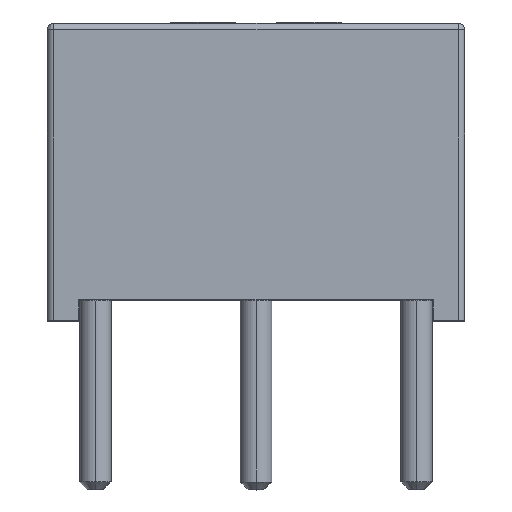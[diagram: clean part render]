
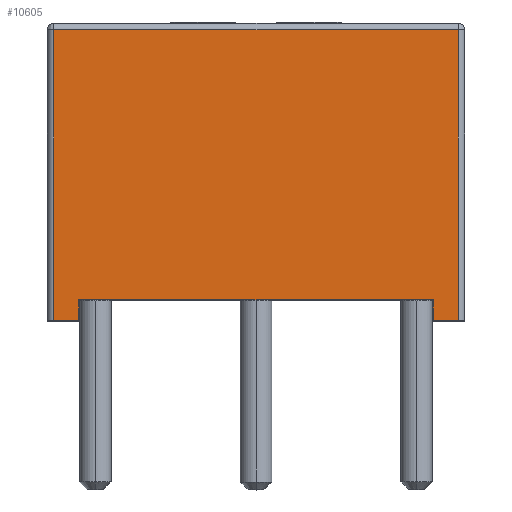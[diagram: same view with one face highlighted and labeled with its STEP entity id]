
A CAD part, top view. The second image highlights one B-rep face of the part: STEP entity #10605.
In plain terms, the highlighted planar face has unit normal (0, 0, 1).
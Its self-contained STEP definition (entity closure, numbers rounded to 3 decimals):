
#2724 = CARTESIAN_POINT ( 'NONE',  ( 2.8, 0., 3.3 ) ) ;
#2779 = CARTESIAN_POINT ( 'NONE',  ( -2.8, 0., 3.3 ) ) ;
#2780 = DIRECTION ( 'NONE',  ( 1., 0., 0. ) ) ;
#2781 = VECTOR ( 'NONE', #2780, 1000. ) ;
#2782 = CARTESIAN_POINT ( 'NONE',  ( -3.3, 0., 3.3 ) ) ;
#2783 = LINE ( 'NONE', #2782, #2781 ) ;
#2867 = DIRECTION ( 'NONE',  ( 0., -1., 0. ) ) ;
#2868 = CARTESIAN_POINT ( 'NONE',  ( -2.8, 4.37, 3.3 ) ) ;
#2869 = LINE ( 'NONE', #2868, #2923 ) ;
#2870 = CARTESIAN_POINT ( 'NONE',  ( -2.8, -0.33, 3.3 ) ) ;
#2871 = DIRECTION ( 'NONE',  ( -1., 0., 0. ) ) ;
#2872 = VECTOR ( 'NONE', #2871, 1000. ) ;
#2873 = CARTESIAN_POINT ( 'NONE',  ( -3.3, -0.33, 3.3 ) ) ;
#2874 = LINE ( 'NONE', #2873, #2872 ) ;
#2923 = VECTOR ( 'NONE', #2867, 1000. ) ;
#2997 = CARTESIAN_POINT ( 'NONE',  ( -3.2, -0.33, 3.3 ) ) ;
#2998 = DIRECTION ( 'NONE',  ( 0., 1., 0. ) ) ;
#2999 = VECTOR ( 'NONE', #2998, 1000. ) ;
#3000 = CARTESIAN_POINT ( 'NONE',  ( -3.2, 4.37, 3.3 ) ) ;
#3001 = LINE ( 'NONE', #3000, #2999 ) ;
#3030 = DIRECTION ( 'NONE',  ( 0., -1., 0. ) ) ;
#3031 = VECTOR ( 'NONE', #3030, 1000. ) ;
#3032 = CARTESIAN_POINT ( 'NONE',  ( 3.2, 4.37, 3.3 ) ) ;
#3033 = LINE ( 'NONE', #3032, #3031 ) ;
#3035 = CARTESIAN_POINT ( 'NONE',  ( 3.2, -0.33, 3.3 ) ) ;
#3065 = AXIS2_PLACEMENT_3D ( 'NONE', #3122, #3121, #3120 ) ;
#3066 = PLANE ( 'NONE',  #3065 ) ;
#3081 = FACE_OUTER_BOUND ( 'NONE', #10606, .T. ) ;
#3082 = DIRECTION ( 'NONE',  ( 0., -1., 0. ) ) ;
#3083 = VECTOR ( 'NONE', #3082, 1000. ) ;
#3084 = CARTESIAN_POINT ( 'NONE',  ( 2.8, -0.33, 3.3 ) ) ;
#3085 = LINE ( 'NONE', #3084, #3083 ) ;
#3087 = CARTESIAN_POINT ( 'NONE',  ( 2.8, -0.33, 3.3 ) ) ;
#3110 = DIRECTION ( 'NONE',  ( -1., 0., 0. ) ) ;
#3111 = VECTOR ( 'NONE', #3110, 1000. ) ;
#3112 = CARTESIAN_POINT ( 'NONE',  ( -3.3, -0.33, 3.3 ) ) ;
#3113 = LINE ( 'NONE', #3112, #3111 ) ;
#3115 = CARTESIAN_POINT ( 'NONE',  ( -3.2, 4.27, 3.3 ) ) ;
#3116 = DIRECTION ( 'NONE',  ( 1., 0., 0. ) ) ;
#3117 = VECTOR ( 'NONE', #3116, 1000. ) ;
#3118 = CARTESIAN_POINT ( 'NONE',  ( -3.3, 4.27, 3.3 ) ) ;
#3119 = LINE ( 'NONE', #3118, #3117 ) ;
#3120 = DIRECTION ( 'NONE',  ( -1., 0., 0. ) ) ;
#3121 = DIRECTION ( 'NONE',  ( 0., 0., -1. ) ) ;
#3122 = CARTESIAN_POINT ( 'NONE',  ( -3.3, 4.37, 3.3 ) ) ;
#3256 = CARTESIAN_POINT ( 'NONE',  ( 3.2, 4.27, 3.3 ) ) ;
#10488 = VERTEX_POINT ( 'NONE', #2724 ) ;
#10490 = EDGE_CURVE ( 'NONE', #10491, #10488, #2783, .T. ) ;
#10491 = VERTEX_POINT ( 'NONE', #2779 ) ;
#10540 = ORIENTED_EDGE ( 'NONE', *, *, #10541, .F. ) ;
#10541 = EDGE_CURVE ( 'NONE', #10542, #10580, #2874, .T. ) ;
#10542 = VERTEX_POINT ( 'NONE', #2870 ) ;
#10543 = ORIENTED_EDGE ( 'NONE', *, *, #10544, .F. ) ;
#10544 = EDGE_CURVE ( 'NONE', #10491, #10542, #2869, .T. ) ;
#10578 = ORIENTED_EDGE ( 'NONE', *, *, #10579, .F. ) ;
#10579 = EDGE_CURVE ( 'NONE', #10580, #10609, #3001, .T. ) ;
#10580 = VERTEX_POINT ( 'NONE', #2997 ) ;
#10588 = VERTEX_POINT ( 'NONE', #3035 ) ;
#10589 = ORIENTED_EDGE ( 'NONE', *, *, #10590, .F. ) ;
#10590 = EDGE_CURVE ( 'NONE', #10660, #10588, #3033, .T. ) ;
#10601 = VERTEX_POINT ( 'NONE', #3087 ) ;
#10603 = EDGE_CURVE ( 'NONE', #10488, #10601, #3085, .T. ) ;
#10605 = ADVANCED_FACE ( 'NONE', ( #3081 ), #3066, .F. ) ;
#10606 = EDGE_LOOP ( 'NONE', ( #10607, #10578, #10540, #10543, #10613, #10614, #10615, #10589 ) ) ;
#10607 = ORIENTED_EDGE ( 'NONE', *, *, #10608, .F. ) ;
#10608 = EDGE_CURVE ( 'NONE', #10609, #10660, #3119, .T. ) ;
#10609 = VERTEX_POINT ( 'NONE', #3115 ) ;
#10613 = ORIENTED_EDGE ( 'NONE', *, *, #10490, .T. ) ;
#10614 = ORIENTED_EDGE ( 'NONE', *, *, #10603, .T. ) ;
#10615 = ORIENTED_EDGE ( 'NONE', *, *, #10616, .F. ) ;
#10616 = EDGE_CURVE ( 'NONE', #10588, #10601, #3113, .T. ) ;
#10660 = VERTEX_POINT ( 'NONE', #3256 ) ;
